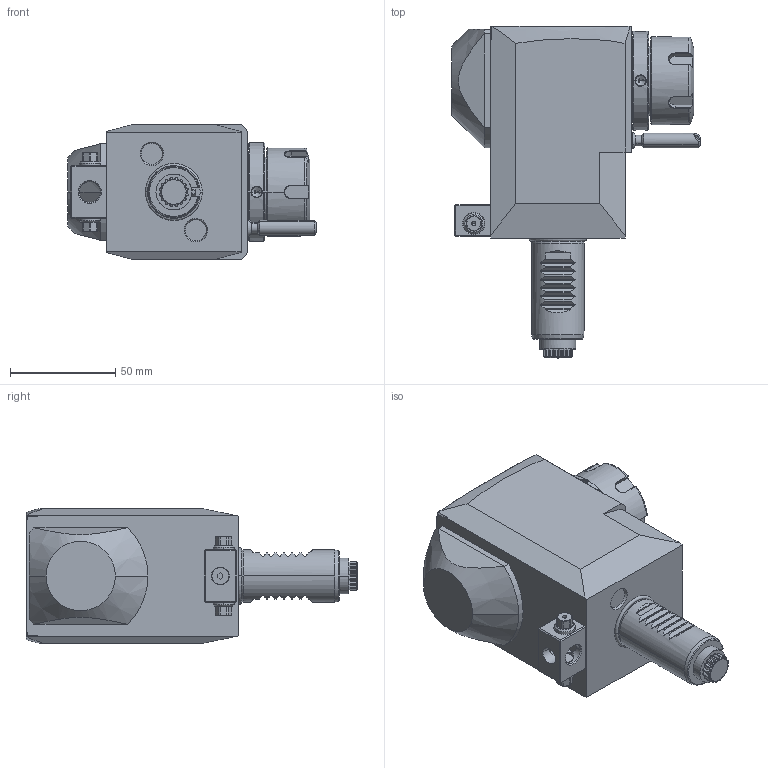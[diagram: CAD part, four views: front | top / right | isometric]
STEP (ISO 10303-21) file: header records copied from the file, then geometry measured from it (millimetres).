
FILE_DESCRIPTION((''),'2;1');
FILE_NAME('NGT1_25_231_25_2_3_75','2024-12-20T',('vali'),('NOVA GRUP'),'PRO/ENGINEER BY PARAMETRIC TECHNOLOGY CORPORATION, 2010280','PRO/ENGINEER BY PARAMETRIC TECHNOLOGY CORPORATION, 2010280','');
FILE_SCHEMA(('CONFIG_CONTROL_DESIGN'));
Length unit declared in the file: millimetre
Products named in the file (1): NGT1_25_231_25_2_3_75
Bounding box: 118.33 x 158 x 64 mm (x, y, z)
Volume: 518937 mm3; surface area: 49924.5 mm2
Topology: 1 solids, 1 shells, 521 faces, 1395 edges, 889 vertices
Faces by surface type: plane 199, cylinder 157, cone 106, bspline 44, torus 11, extrusion 2, sphere 2
Entity records: 23243 total; most frequent: CARTESIAN_POINT 10945, ORIENTED_EDGE 2766, DIRECTION 2250, EDGE_CURVE 1383, VERTEX_POINT 889, AXIS2_PLACEMENT_3D 813, VECTOR 624, LINE 622
